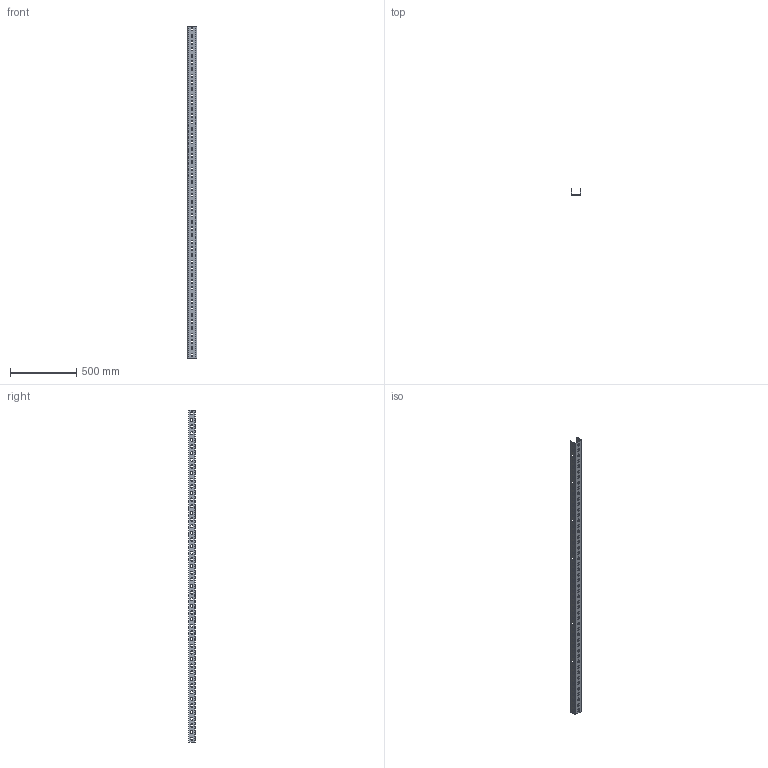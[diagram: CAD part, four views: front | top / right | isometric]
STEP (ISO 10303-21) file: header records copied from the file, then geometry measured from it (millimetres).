
FILE_DESCRIPTION (( 'STEP AP214' ), '1' );
FILE_NAME ('Äåòàë2500.STEP', '2023-04-03T09:01:09', ( '' ), ( '' ), 'SwSTEP 2.0', 'SolidWorks 2022', '' );
FILE_SCHEMA (( 'AUTOMOTIVE_DESIGN' ));
Length unit declared in the file: millimetre
Products named in the file (1): Детал2500
Bounding box: 70 x 50 x 2500 mm (x, y, z)
Volume: 1418282.6 mm3; surface area: 768971.8 mm2
Topology: 1 solids, 1 shells, 764 faces, 2286 edges, 1524 vertices
Faces by surface type: cylinder 454, plane 310
Entity records: 26712 total; most frequent: DIRECTION 4724, CARTESIAN_POINT 4575, ORIENTED_EDGE 4572, EDGE_CURVE 2286, AXIS2_PLACEMENT_3D 1673, VERTEX_POINT 1524, VECTOR 1378, LINE 1378
